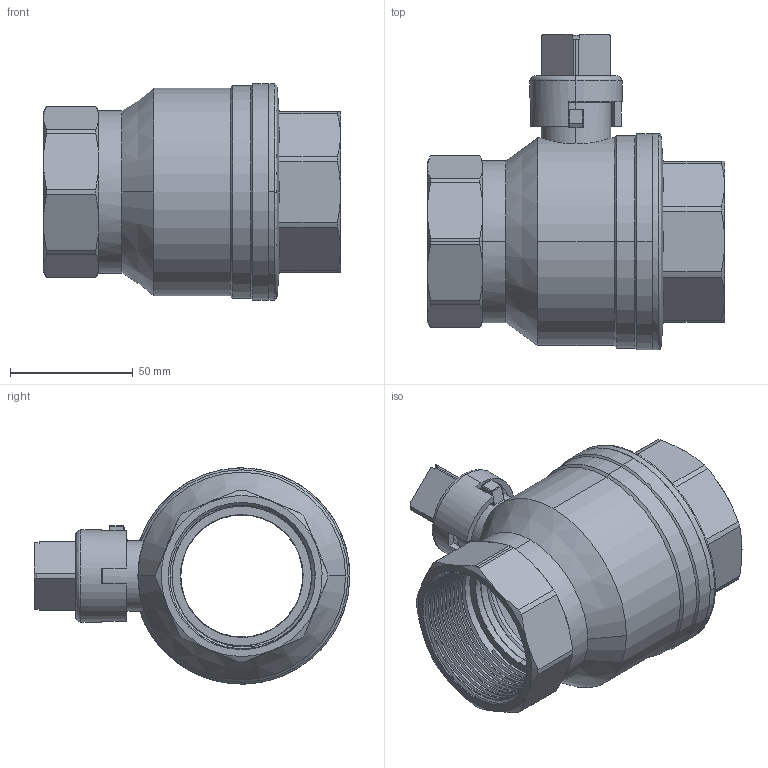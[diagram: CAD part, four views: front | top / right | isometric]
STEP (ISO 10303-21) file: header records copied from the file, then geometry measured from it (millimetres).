
FILE_DESCRIPTION (( 'STEP AP203' ), '1' );
FILE_NAME ('42150-200550.STEP', '2014-12-05T13:36:51', ( '' ), ( '' ), 'SwSTEP 2.0', 'SolidWorks 2014', '' );
FILE_SCHEMA (( 'CONFIG_CONTROL_DESIGN' ));
Length unit declared in the file: millimetre
Products named in the file (1): 42150-200550
Bounding box: 121 x 128.5 x 88 mm (x, y, z)
Volume: 206649.3 mm3; surface area: 133586.9 mm2
Topology: 12 solids, 12 shells, 578 faces, 1689 edges, 1135 vertices
Faces by surface type: cylinder 238, bspline 125, plane 121, cone 94
Entity records: 57574 total; most frequent: CARTESIAN_POINT 44038, ORIENTED_EDGE 3350, DIRECTION 2047, EDGE_CURVE 1675, VERTEX_POINT 1135, B_SPLINE_CURVE_WITH_KNOTS 866, AXIS2_PLACEMENT_3D 808, EDGE_LOOP 614
